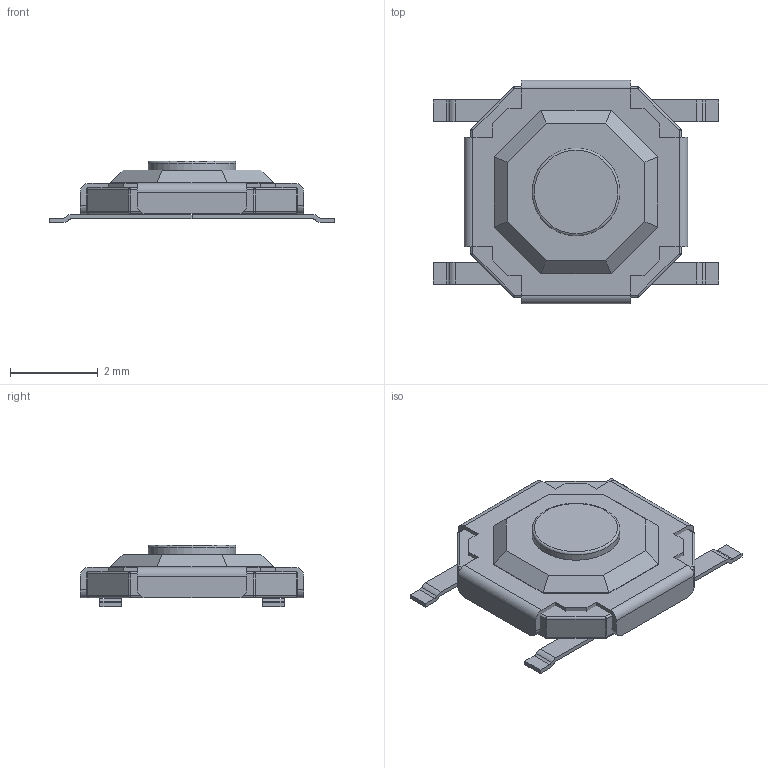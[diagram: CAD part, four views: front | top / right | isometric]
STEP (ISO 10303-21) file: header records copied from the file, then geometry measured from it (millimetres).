
FILE_DESCRIPTION(('FreeCAD Model'),'2;1');
FILE_NAME('Open CASCADE Shape Model','2023-07-28T20:46:24',(''),(''), 'Open CASCADE STEP processor 7.6','FreeCAD','Unknown');
FILE_SCHEMA(('AUTOMOTIVE_DESIGN { 1 0 10303 214 1 1 1 1 }'));
Length unit declared in the file: millimetre
Products named in the file (6): TS_1187A; Body007; Body006; Fillet004; Plastic base; Button
Assembly tree (5 placements, depth 2):
  TS_1187A
    Body007
    Body006
    Fillet004
    Plastic base
    Button
Bounding box: 6.5 x 5.1 x 1.4 mm (x, y, z)
Volume: 31.3 mm3; surface area: 130.3 mm2
Topology: 5 solids, 5 shells, 153 faces, 385 edges, 227 vertices
Faces by surface type: plane 83, cylinder 53, sphere 16, torus 1
Full cylindrical faces by diameter (mm): 2 x1
Entity records: 9302 total; most frequent: CARTESIAN_POINT 1781, DIRECTION 1385, LINE 821, VECTOR 821, ORIENTED_EDGE 738, PCURVE 738, DEFINITIONAL_REPRESENTATION 738, EDGE_CURVE 369
